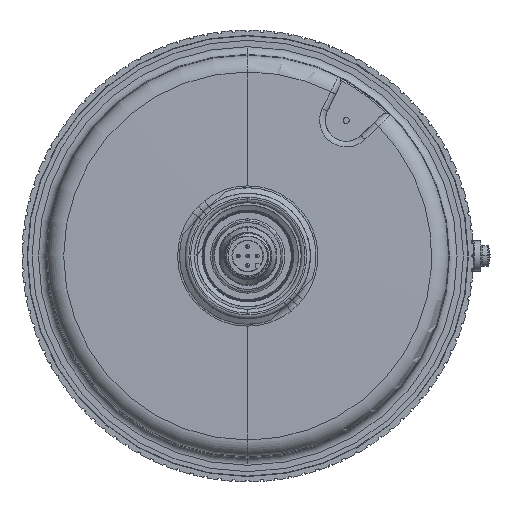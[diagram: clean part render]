
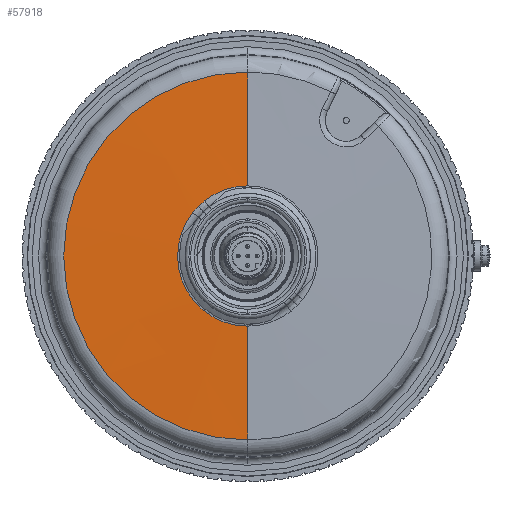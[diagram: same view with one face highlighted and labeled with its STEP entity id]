
A CAD part, front view. The second image highlights one B-rep face of the part: STEP entity #57918.
In plain terms, the highlighted conical face has half-angle 89 degrees and reference radius 33.329 mm.
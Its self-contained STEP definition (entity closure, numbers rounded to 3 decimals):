
#17090=DIRECTION('',(0.,-0.017,-1.));
#17091=VECTOR('',#17090,29.892);
#17092=CARTESIAN_POINT('',(0.,0.529,48.302));
#17093=LINE('',#17092,#17091);
#17181=DIRECTION('',(0.,-0.017,1.));
#17182=VECTOR('',#17181,29.892);
#17183=CARTESIAN_POINT('',(0.,0.529,
-48.302));
#17184=LINE('',#17183,#17182);
#17247=CARTESIAN_POINT('',(-11.433,0.007,
14.436));
#17248=CARTESIAN_POINT('',(-11.605,0.007,
14.275));
#17249=CARTESIAN_POINT('',(-11.95,0.006,
13.954));
#17250=CARTESIAN_POINT('',(-12.469,0.006,
13.469));
#17251=CARTESIAN_POINT('',(-12.814,0.006,
13.148));
#17252=CARTESIAN_POINT('',(-12.987,0.006,
12.987));
#17254=CARTESIAN_POINT('',(-12.987,0.006,
12.987));
#17255=CARTESIAN_POINT('',(-13.148,0.006,
12.814));
#17256=CARTESIAN_POINT('',(-13.469,0.006,
12.469));
#17257=CARTESIAN_POINT('',(-13.954,0.006,
11.95));
#17258=CARTESIAN_POINT('',(-14.275,0.007,
11.605));
#17259=CARTESIAN_POINT('',(-14.436,0.007,
11.433));
#17261=CARTESIAN_POINT('',(0.,0.007,0.));
#17262=DIRECTION('',(0.,1.,0.));
#17263=DIRECTION('',(0.,0.,-1.));
#17264=AXIS2_PLACEMENT_3D('',#17261,#17262,#17263);
#17266=CARTESIAN_POINT('',(0.,0.529,0.));
#17267=DIRECTION('',(0.,-1.,0.));
#17268=DIRECTION('',(0.,0.,1.));
#17269=AXIS2_PLACEMENT_3D('',#17266,#17267,#17268);
#17271=CARTESIAN_POINT('',(0.,0.007,0.));
#17272=DIRECTION('',(0.,1.,0.));
#17273=DIRECTION('',(-0.621,0.,0.784));
#17274=AXIS2_PLACEMENT_3D('',#17271,#17272,#17273);
#17276=CARTESIAN_POINT('',(-12.987,0.006,
12.987));
#17307=CARTESIAN_POINT('',(-11.433,0.007,
14.436));
#24387=CARTESIAN_POINT('',(-14.436,0.007,
11.433));
#39917=VERTEX_POINT('',#17307);
#39919=VERTEX_POINT('',#17276);
#39921=VERTEX_POINT('',#24387);
#40239=CARTESIAN_POINT('',(0.,0.529,48.302));
#40240=VERTEX_POINT('',#40239);
#40241=CARTESIAN_POINT('',(0.,0.529,
-48.302));
#40242=VERTEX_POINT('',#40241);
#40243=CARTESIAN_POINT('',(0.,0.007,18.415));
#40244=VERTEX_POINT('',#40243);
#40245=CARTESIAN_POINT('',(0.,0.007,-18.415));
#40246=VERTEX_POINT('',#40245);
#57900=CARTESIAN_POINT('',(0.,0.268,0.));
#57901=DIRECTION('',(0.,1.,0.));
#57902=DIRECTION('',(0.,0.,-1.));
#57903=AXIS2_PLACEMENT_3D('',#57900,#57901,#57902);
#57904=CONICAL_SURFACE('',#57903,33.329,89.);
#57906=ORIENTED_EDGE('',*,*,#57905,.T.);
#57908=ORIENTED_EDGE('',*,*,#57907,.T.);
#57909=ORIENTED_EDGE('',*,*,#57890,.F.);
#57910=ORIENTED_EDGE('',*,*,#57842,.F.);
#57912=ORIENTED_EDGE('',*,*,#57911,.F.);
#57913=ORIENTED_EDGE('',*,*,#57833,.T.);
#57915=ORIENTED_EDGE('',*,*,#57914,.F.);
#57916=EDGE_LOOP('',(#57906,#57908,#57909,#57910,#57912,#57913,#57915));
#57917=FACE_OUTER_BOUND('',#57916,.F.);
#57918=ADVANCED_FACE('',(#57917),#57904,.T.);
#17253=B_SPLINE_CURVE_WITH_KNOTS('',3,(#17247,#17248,#17249,#17250,#17251,
#17252),.UNSPECIFIED.,.F.,.F.,(4,1,1,4),(0.,0.333,
0.667,1.),.UNSPECIFIED.);
#17260=B_SPLINE_CURVE_WITH_KNOTS('',3,(#17254,#17255,#17256,#17257,#17258,
#17259),.UNSPECIFIED.,.F.,.F.,(4,1,1,4),(0.,0.333,
0.667,1.),.UNSPECIFIED.);
#17265=CIRCLE('',#17264,18.415);
#17270=CIRCLE('',#17269,48.302);
#17275=CIRCLE('',#17274,18.415);
#57833=EDGE_CURVE('',#40240,#40244,#17093,.T.);
#57842=EDGE_CURVE('',#40242,#40246,#17184,.T.);
#57890=EDGE_CURVE('',#40246,#39921,#17265,.T.);
#57905=EDGE_CURVE('',#39917,#39919,#17253,.T.);
#57907=EDGE_CURVE('',#39919,#39921,#17260,.T.);
#57911=EDGE_CURVE('',#40240,#40242,#17270,.T.);
#57914=EDGE_CURVE('',#39917,#40244,#17275,.T.);
